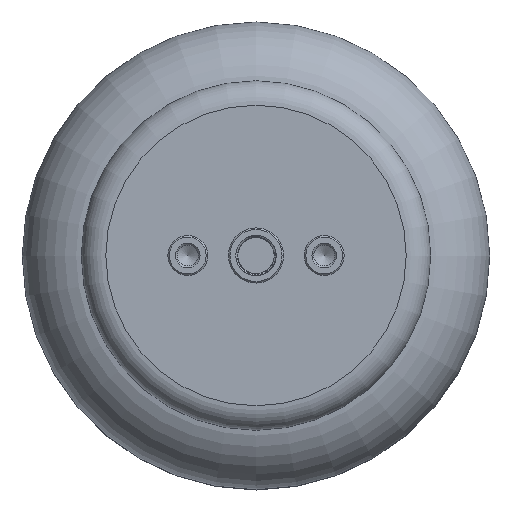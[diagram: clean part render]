
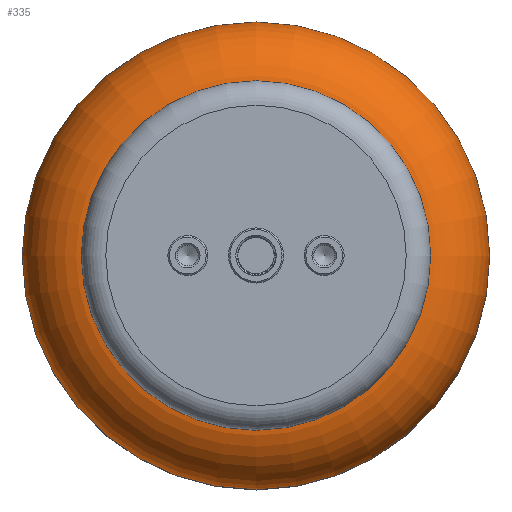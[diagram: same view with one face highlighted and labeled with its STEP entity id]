
A CAD part, top view. The second image highlights one B-rep face of the part: STEP entity #335.
In plain terms, the highlighted toroidal (fillet/blend) face has major radius 52.05 mm and minor radius 24.2 mm.
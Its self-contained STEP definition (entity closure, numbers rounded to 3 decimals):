
#262=TOROIDAL_SURFACE('',#1480,52.05,24.2);
#335=ADVANCED_FACE('',(#495,#496),#262,.T.);
#495=FACE_BOUND('',#702,.T.);
#496=FACE_BOUND('',#703,.T.);
#702=EDGE_LOOP('',(#910));
#703=EDGE_LOOP('',(#911));
#910=ORIENTED_EDGE('',*,*,#1233,.T.);
#911=ORIENTED_EDGE('',*,*,#1232,.F.);
#1115=VERTEX_POINT('',#2159);
#1116=VERTEX_POINT('',#2162);
#1232=EDGE_CURVE('',#1115,#1115,#1346,.T.);
#1233=EDGE_CURVE('',#1116,#1116,#1347,.T.);
#1346=CIRCLE('',#1477,52.741);
#1347=CIRCLE('',#1479,76.25);
#1477=AXIS2_PLACEMENT_3D('',#2158,#1747,#1748);
#1479=AXIS2_PLACEMENT_3D('',#2161,#1751,#1752);
#1480=AXIS2_PLACEMENT_3D('',#2163,#1753,#1754);
#1747=DIRECTION('',(0.,0.,1.));
#1748=DIRECTION('',(-1.,0.,0.));
#1751=DIRECTION('',(0.,0.,1.));
#1752=DIRECTION('',(-1.,0.,0.));
#1753=DIRECTION('',(0.,0.,1.));
#1754=DIRECTION('',(-1.,0.,0.));
#2158=CARTESIAN_POINT('',(0.,0.,158.575));
#2159=CARTESIAN_POINT('',(-52.741,0.,158.575));
#2161=CARTESIAN_POINT('',(0.,0.,134.385));
#2162=CARTESIAN_POINT('',(-76.25,0.,134.385));
#2163=CARTESIAN_POINT('',(0.,0.,134.385));
